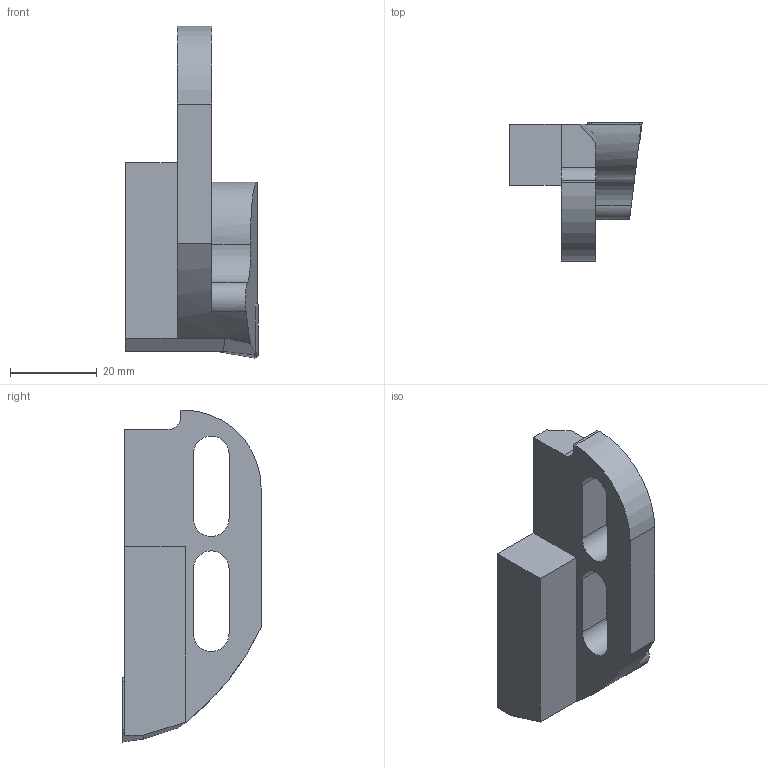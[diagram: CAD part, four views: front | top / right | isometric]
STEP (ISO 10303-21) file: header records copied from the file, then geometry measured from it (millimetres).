
FILE_DESCRIPTION(/* description */ (''),/* implementation_level */ '2;1');
FILE_NAME(/* name */ 'A61060CC1290.stp',/* time_stamp */ '2017-10-27T11:34:33+05:00',/* author */ (''),/* organization */ (''),/* preprocessor_version */ 'ST-DEVELOPER v16',/* originating_system */ 'SIEMENS PLM Software NX 11.0',/* authorisation */ '');
FILE_SCHEMA (('AUTOMOTIVE_DESIGN { 1 0 10303 214 3 1 1 1 }'));
Length unit declared in the file: millimetre
Products named in the file (1): A61060CC1290
Bounding box: 30.5 x 31.9 x 76.6 mm (x, y, z)
Volume: 25419 mm3; surface area: 8537.3 mm2
Topology: 2 solids, 2 shells, 43 faces, 119 edges, 80 vertices
Faces by surface type: plane 28, cylinder 14, cone 1
Entity records: 1457 total; most frequent: DIRECTION 246, CARTESIAN_POINT 246, ORIENTED_EDGE 236, EDGE_CURVE 118, LINE 84, VECTOR 84, VERTEX_POINT 81, AXIS2_PLACEMENT_3D 81
